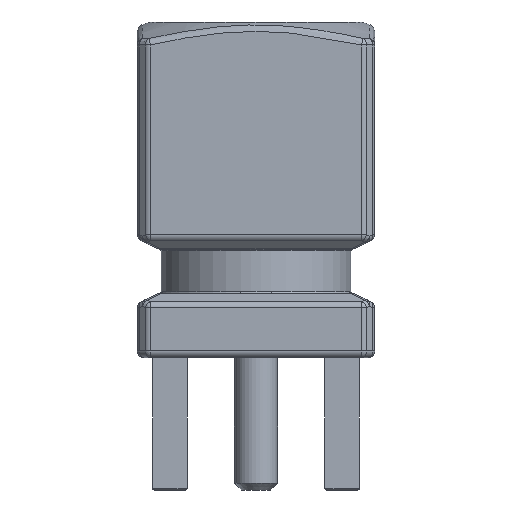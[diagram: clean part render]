
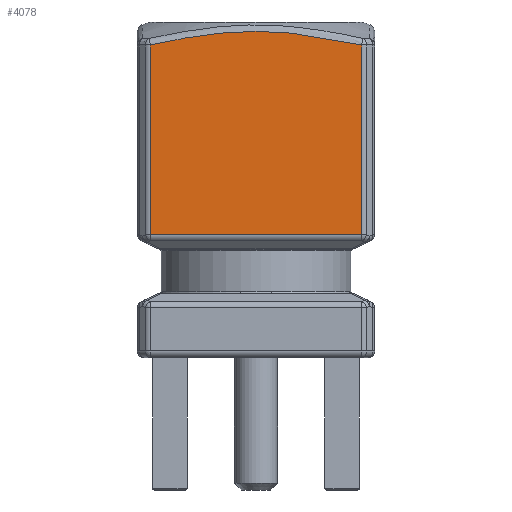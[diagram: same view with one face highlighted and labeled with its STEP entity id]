
A CAD part, front view. The second image highlights one B-rep face of the part: STEP entity #4078.
In plain terms, the highlighted planar face has unit normal (0, -1, 0).
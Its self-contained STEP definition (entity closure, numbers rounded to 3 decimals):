
#118 = VERTEX_POINT ( 'NONE', #2532 ) ;
#305 = DIRECTION ( 'NONE',  ( 0., 0., -1. ) ) ;
#364 = CARTESIAN_POINT ( 'NONE',  ( -3.5, -3.5, 13.8 ) ) ;
#381 = EDGE_CURVE ( 'NONE', #118, #3009, #3855, .T. ) ;
#867 = EDGE_CURVE ( 'NONE', #5178, #2751, #9436, .T. ) ;
#1158 = DIRECTION ( 'NONE',  ( 0., 0., 1. ) ) ;
#1298 = CARTESIAN_POINT ( 'NONE',  ( 3.2, -3.5, 7.527 ) ) ;
#1882 = LINE ( 'NONE', #1298, #3810 ) ;
#2007 = CARTESIAN_POINT ( 'NONE',  ( 1.056, -3.5, 13.525 ) ) ;
#2532 = CARTESIAN_POINT ( 'NONE',  ( -3.117, -3.5, 13.122 ) ) ;
#2702 = CARTESIAN_POINT ( 'NONE',  ( -3.117, -3.5, 7.4 ) ) ;
#2751 = VERTEX_POINT ( 'NONE', #6253 ) ;
#2844 = CARTESIAN_POINT ( 'NONE',  ( -2.09, -3.5, 13.351 ) ) ;
#3009 = VERTEX_POINT ( 'NONE', #7673 ) ;
#3055 = VECTOR ( 'NONE', #4767, 1000. ) ;
#3154 = ORIENTED_EDGE ( 'NONE', *, *, #867, .T. ) ;
#3810 = VECTOR ( 'NONE', #6979, 1000. ) ;
#3855 = LINE ( 'NONE', #2702, #9959 ) ;
#4078 = ADVANCED_FACE ( 'NONE', ( #4845 ), #4365, .F. ) ;
#4365 = PLANE ( 'NONE',  #5230 ) ;
#4767 = DIRECTION ( 'NONE',  ( 0., 0., 1. ) ) ;
#4845 = FACE_OUTER_BOUND ( 'NONE', #7433, .T. ) ;
#5116 = ORIENTED_EDGE ( 'NONE', *, *, #6189, .T. ) ;
#5178 = VERTEX_POINT ( 'NONE', #6290 ) ;
#5230 = AXIS2_PLACEMENT_3D ( 'NONE', #364, #6074, #1158 ) ;
#5985 = CARTESIAN_POINT ( 'NONE',  ( 3.117, -3.5, 13.122 ) ) ;
#6074 = DIRECTION ( 'NONE',  ( 0., 1., 0. ) ) ;
#6189 = EDGE_CURVE ( 'NONE', #3009, #5178, #1882, .T. ) ;
#6253 = CARTESIAN_POINT ( 'NONE',  ( 3.117, -3.5, 13.122 ) ) ;
#6290 = CARTESIAN_POINT ( 'NONE',  ( 3.117, -3.5, 7.527 ) ) ;
#6976 = ORIENTED_EDGE ( 'NONE', *, *, #381, .T. ) ;
#6979 = DIRECTION ( 'NONE',  ( 1., 0., 0. ) ) ;
#7154 = CARTESIAN_POINT ( 'NONE',  ( 3.117, -3.5, 13.266 ) ) ;
#7170 = EDGE_CURVE ( 'NONE', #2751, #118, #8510, .T. ) ;
#7433 = EDGE_LOOP ( 'NONE', ( #6976, #5116, #3154, #9539 ) ) ;
#7673 = CARTESIAN_POINT ( 'NONE',  ( -3.117, -3.5, 7.527 ) ) ;
#7711 = CARTESIAN_POINT ( 'NONE',  ( -1.056, -3.5, 13.525 ) ) ;
#8313 = CARTESIAN_POINT ( 'NONE',  ( 2.09, -3.5, 13.351 ) ) ;
#8473 = CARTESIAN_POINT ( 'NONE',  ( -3.117, -3.5, 13.122 ) ) ;
#8510 = B_SPLINE_CURVE_WITH_KNOTS ( 'NONE', 3,
 ( #5985, #8313, #2007, #7711, #2844, #8473 ),
 .UNSPECIFIED., .F., .F.,
 ( 4, 2, 4 ),
 ( 0., 0.003, 0.006 ),
 .UNSPECIFIED. ) ;
#9436 = LINE ( 'NONE', #7154, #3055 ) ;
#9539 = ORIENTED_EDGE ( 'NONE', *, *, #7170, .T. ) ;
#9959 = VECTOR ( 'NONE', #305, 1000. ) ;
